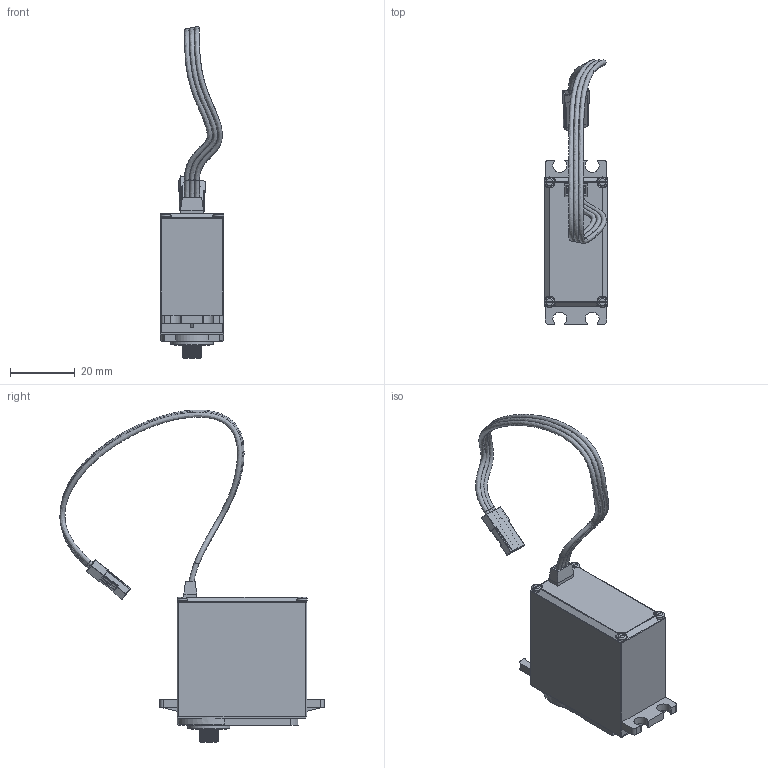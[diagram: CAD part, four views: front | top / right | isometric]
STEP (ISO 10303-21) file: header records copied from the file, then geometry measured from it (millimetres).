
FILE_DESCRIPTION (( 'STEP AP203' ), '1' );
FILE_NAME ('Servo.STEP', '2019-10-17T11:12:36', ( '' ), ( '' ), 'SwSTEP 2.0', 'SolidWorks 2017', '' );
FILE_SCHEMA (( 'CONFIG_CONTROL_DESIGN' ));
Length unit declared in the file: millimetre
Products named in the file (1): Servo
Bounding box: 19.65 x 81.72 x 102.69 mm (x, y, z)
Volume: 31671.4 mm3; surface area: 10664.8 mm2
Topology: 12 solids, 12 shells, 758 faces, 1985 edges, 1240 vertices
Faces by surface type: plane 440, cylinder 199, bspline 61, sphere 32, torus 18, cone 8
Full cylindrical faces by diameter (mm): 1.2 x4, 1.6 x5, 6 x1, 11 x1, 13 x1
Entity records: 25682 total; most frequent: CARTESIAN_POINT 7883, ORIENTED_EDGE 3840, DIRECTION 3457, EDGE_CURVE 1920, VERTEX_POINT 1224, AXIS2_PLACEMENT_3D 1181, VECTOR 1095, LINE 1095
